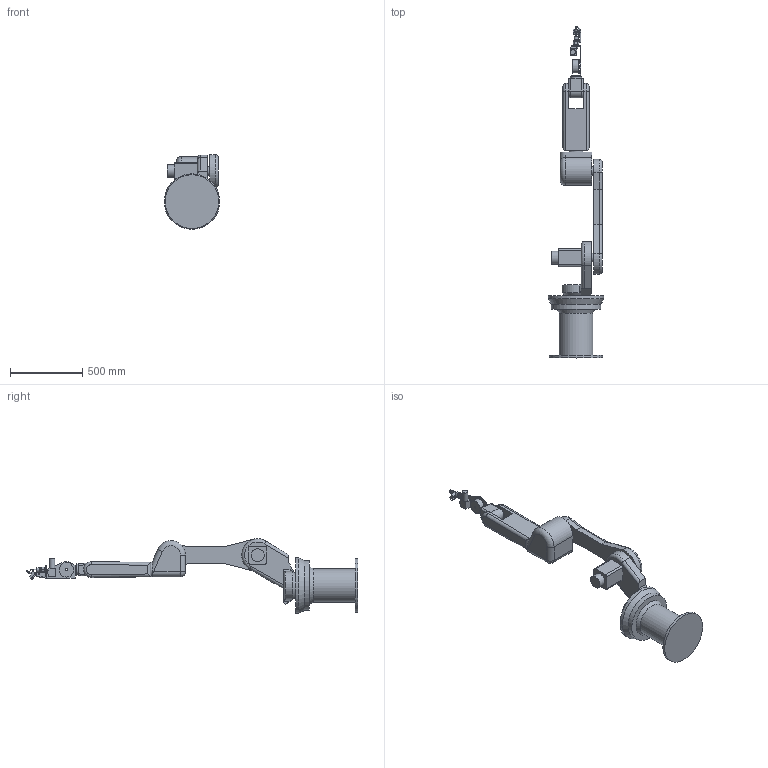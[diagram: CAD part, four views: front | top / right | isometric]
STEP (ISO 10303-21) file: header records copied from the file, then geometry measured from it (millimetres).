
FILE_DESCRIPTION(/* description */ (''),/* implementation_level */ '2;1');
FILE_NAME(/* name */ 'WeldingRobot.step',/* time_stamp */ '2021-10-27T13:11:48-06:00',/* author */ (''),/* organization */ (''),/* preprocessor_version */ 'ST-DEVELOPER v18.1',/* originating_system */ 'Autodesk Translation Framework v10.10.0.1391',/* authorisation */ '');
FILE_SCHEMA (('AUTOMOTIVE_DESIGN { 1 0 10303 214 3 1 1 }'));
Length unit declared in the file: millimetre
Products named in the file (20): Robot; 0Base; 1Joint; 2Joint; 3Joint; 4Joint; 5Joint; TubeWeldingHead v9; Base; WireSpool; Probe; TigCup; PowerBlock; c12010d v1; HeadMountPL; WireTube; FeederHead; MidPL; HeadMountBasePL; SidePL
Assembly tree (19 placements, depth 3):
  Robot
    0Base
    1Joint
    2Joint
    3Joint
    4Joint
    5Joint
    TubeWeldingHead v9
      Base
      WireSpool
      Probe
      TigCup
      PowerBlock
      c12010d v1
      HeadMountPL
      WireTube
      FeederHead
      MidPL
      HeadMountBasePL
      SidePL
Bounding box: 383.62 x 2296.01 x 516.12 mm (x, y, z)
Volume: 61834053.3 mm3; surface area: 2207032.7 mm2
Topology: 26 solids, 26 shells, 353 faces, 734 edges, 474 vertices
Faces by surface type: plane 185, cylinder 147, cone 11, torus 9, sphere 1
Full cylindrical faces by diameter (mm): 3.078 x1, 3.175 x1, 3.454 x16, 3.962 x12, 3.967 x3, 4.064 x4, 5.969 x8, 6.35 x11, 6.909 x4, 7.62 x2, 7.874 x2, 7.925 x1, 8.492 x1, 8.707 x1, 8.935 x1, 9.525 x1, 10.703 x1, 10.922 x1, 11.252 x1, 14.224 x1, 15.875 x2, 19.05 x2, 20.625 x3, 25.4 x1, 36.068 x1, 38.1 x2, 60 x2, 63.5 x1, 80 x1, 90 x1
Entity records: 10258 total; most frequent: DIRECTION 1817, CARTESIAN_POINT 1725, ORIENTED_EDGE 1462, EDGE_CURVE 731, AXIS2_PLACEMENT_3D 707, VERTEX_POINT 474, EDGE_LOOP 462, LINE 403
